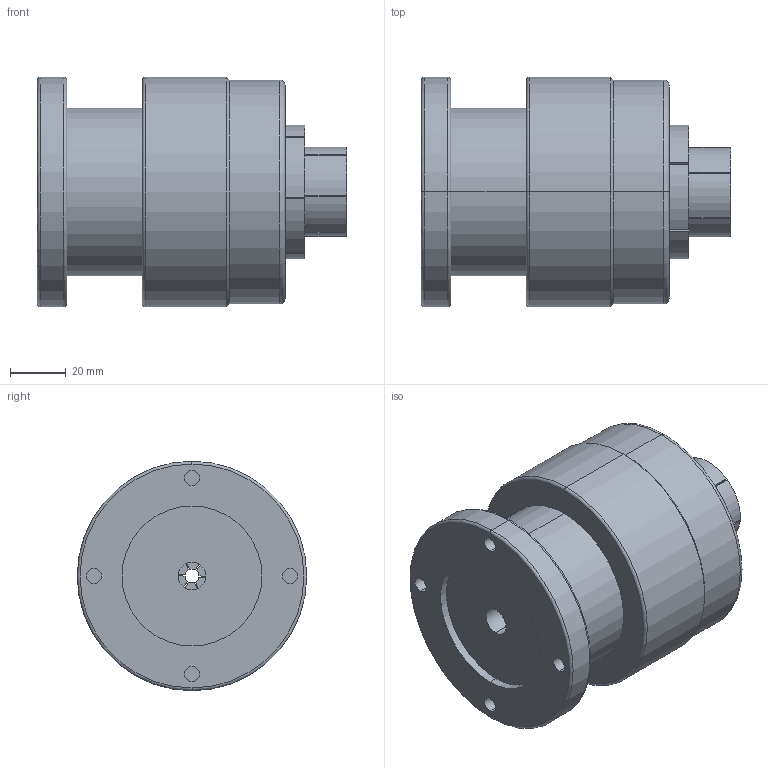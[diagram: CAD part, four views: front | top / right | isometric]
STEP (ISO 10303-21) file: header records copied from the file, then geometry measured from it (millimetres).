
FILE_DESCRIPTION (( 'STEP AP214' ), '1' );
FILE_NAME ('GD10+JD-10.STEP', '2023-11-10T03:51:26', ( '' ), ( '' ), 'SwSTEP 2.0', 'SolidWorks 2023', '' );
FILE_SCHEMA (( 'AUTOMOTIVE_DESIGN' ));
Length unit declared in the file: millimetre
Products named in the file (3): GD-10; JD-10; GD10+JD-10
Assembly tree (2 placements, depth 2):
  GD10+JD-10
    GD-10
    JD-10
Bounding box: 110.5 x 82 x 82 mm (x, y, z)
Volume: 388644.6 mm3; surface area: 55698.5 mm2
Topology: 2 solids, 2 shells, 298 faces, 761 edges, 464 vertices
Faces by surface type: cylinder 153, plane 99, cone 38, torus 8
Entity records: 9222 total; most frequent: DIRECTION 1697, CARTESIAN_POINT 1492, ORIENTED_EDGE 1450, EDGE_CURVE 725, AXIS2_PLACEMENT_3D 669, VERTEX_POINT 464, EDGE_LOOP 367, CIRCLE 366
